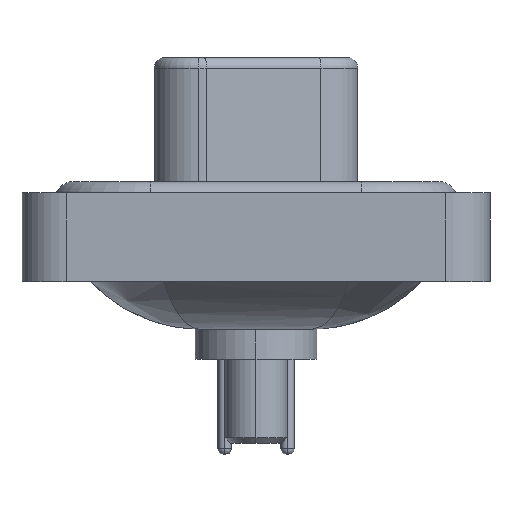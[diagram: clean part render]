
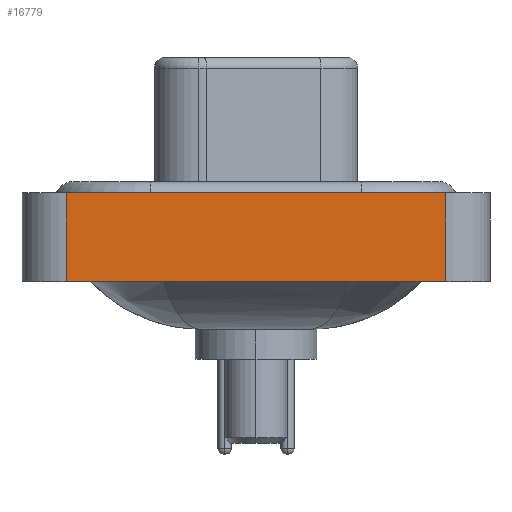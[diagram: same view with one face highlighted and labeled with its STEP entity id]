
A CAD part, left-side view. The second image highlights one B-rep face of the part: STEP entity #16779.
In plain terms, the highlighted planar face has unit normal (-1, 0, 0).
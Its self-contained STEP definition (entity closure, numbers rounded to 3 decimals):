
#755 = VECTOR ( 'NONE', #12323, 1000. ) ;
#800 = DIRECTION ( 'NONE',  ( 0., -1., 0. ) ) ;
#1126 = EDGE_CURVE ( 'NONE', #13259, #14300, #18645, .T. ) ;
#2792 = LINE ( 'NONE', #19116, #16845 ) ;
#3657 = CARTESIAN_POINT ( 'NONE',  ( -7.3, -8.55, -3.6 ) ) ;
#3701 = CARTESIAN_POINT ( 'NONE',  ( -7.3, -8.55, -3.6 ) ) ;
#3800 = VECTOR ( 'NONE', #5241, 1000. ) ;
#3833 = VECTOR ( 'NONE', #800, 1000. ) ;
#5241 = DIRECTION ( 'NONE',  ( 0., 0., 1. ) ) ;
#5721 = CARTESIAN_POINT ( 'NONE',  ( -7.3, -8.55, -3.6 ) ) ;
#7229 = DIRECTION ( 'NONE',  ( 0., 0., 1. ) ) ;
#8103 = ORIENTED_EDGE ( 'NONE', *, *, #8977, .T. ) ;
#8977 = EDGE_CURVE ( 'NONE', #10329, #14300, #18496, .T. ) ;
#9347 = CARTESIAN_POINT ( 'NONE',  ( -7.3, -8.55, -3.6 ) ) ;
#9829 = EDGE_CURVE ( 'NONE', #17035, #13259, #2792, .T. ) ;
#10329 = VERTEX_POINT ( 'NONE', #5721 ) ;
#10824 = FACE_OUTER_BOUND ( 'NONE', #18151, .T. ) ;
#10923 = DIRECTION ( 'NONE',  ( -1., 0., 0. ) ) ;
#11136 = AXIS2_PLACEMENT_3D ( 'NONE', #9347, #10923, #15382 ) ;
#11491 = ORIENTED_EDGE ( 'NONE', *, *, #1126, .F. ) ;
#11919 = CARTESIAN_POINT ( 'NONE',  ( -7.3, 8.55, 0.4 ) ) ;
#12186 = CARTESIAN_POINT ( 'NONE',  ( -7.3, -8.55, 0.4 ) ) ;
#12323 = DIRECTION ( 'NONE',  ( 0., -1., 0. ) ) ;
#12532 = CARTESIAN_POINT ( 'NONE',  ( -7.3, -8.55, 0.4 ) ) ;
#12919 = LINE ( 'NONE', #3701, #3833 ) ;
#13259 = VERTEX_POINT ( 'NONE', #11919 ) ;
#14300 = VERTEX_POINT ( 'NONE', #12186 ) ;
#15329 = EDGE_CURVE ( 'NONE', #17035, #10329, #12919, .T. ) ;
#15382 = DIRECTION ( 'NONE',  ( 0., 0., 1. ) ) ;
#16705 = CARTESIAN_POINT ( 'NONE',  ( -7.3, 8.55, -3.6 ) ) ;
#16779 = ADVANCED_FACE ( 'NONE', ( #10824 ), #16859, .T. ) ;
#16845 = VECTOR ( 'NONE', #7229, 1000. ) ;
#16859 = PLANE ( 'NONE',  #11136 ) ;
#17035 = VERTEX_POINT ( 'NONE', #16705 ) ;
#17444 = ORIENTED_EDGE ( 'NONE', *, *, #15329, .T. ) ;
#18147 = ORIENTED_EDGE ( 'NONE', *, *, #9829, .F. ) ;
#18151 = EDGE_LOOP ( 'NONE', ( #8103, #11491, #18147, #17444 ) ) ;
#18496 = LINE ( 'NONE', #3657, #3800 ) ;
#18645 = LINE ( 'NONE', #12532, #755 ) ;
#19116 = CARTESIAN_POINT ( 'NONE',  ( -7.3, 8.55, -3.6 ) ) ;
